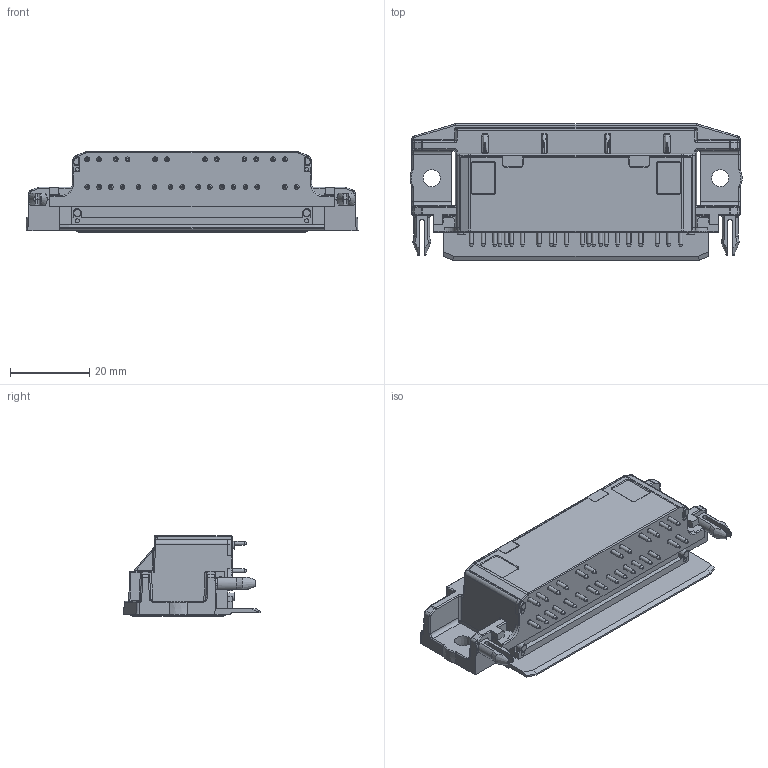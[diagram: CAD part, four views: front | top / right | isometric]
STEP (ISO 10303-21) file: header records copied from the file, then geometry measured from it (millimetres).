
FILE_DESCRIPTION( ( 'Unknown' ), '1' );
FILE_NAME( 'Flow90-2CW-P700-01-OL.stp', 'Unknown', ( 'Unknown' ), ( 'Unknown' ), 'PSStep 16.0.42', 'Unknown', ' ' );
FILE_SCHEMA( ( 'AUTOMOTIVE_DESIGN { 1 0 10303 214 1 1 1 1 }' ) );
Length unit declared in the file: millimetre
Products named in the file (1): Flow90-CW-P700-01-L
Bounding box: 83.96 x 34.5 x 20.36 mm (x, y, z)
Volume: 30761 mm3; surface area: 16113.7 mm2
Topology: 1 solids, 20 shells, 980 faces, 2440 edges, 1546 vertices
Faces by surface type: plane 486, cylinder 283, cone 105, bspline 72, torus 18, extrusion 12, sphere 4
Full cylindrical faces by diameter (mm): 1 x28, 1.2 x28, 2 x28, 4.4 x1
Entity records: 40159 total; most frequent: CARTESIAN_POINT 10026, DIRECTION 4641, ORIENTED_EDGE 4410, EDGE_CURVE 2205, AXIS2_PLACEMENT_3D 1701, VERTEX_POINT 1472, VECTOR 1239, EDGE_LOOP 1231
